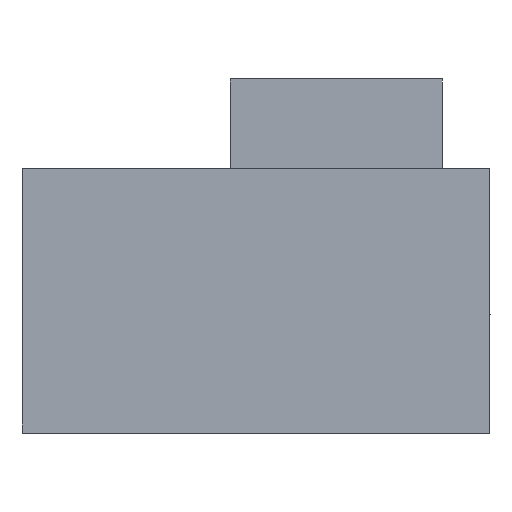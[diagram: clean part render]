
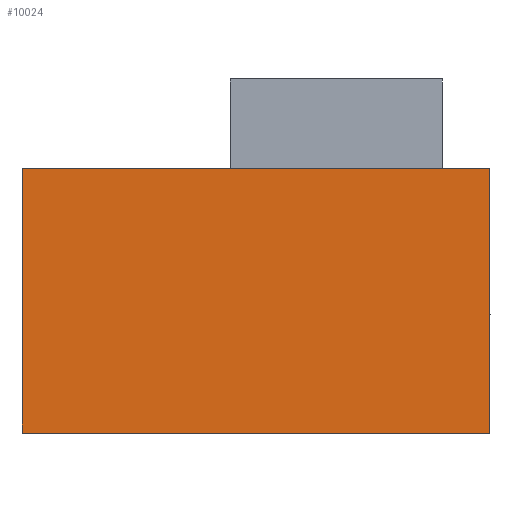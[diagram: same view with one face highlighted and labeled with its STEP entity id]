
A CAD part, front view. The second image highlights one B-rep face of the part: STEP entity #10024.
In plain terms, the highlighted planar face has unit normal (0, -1, 0).
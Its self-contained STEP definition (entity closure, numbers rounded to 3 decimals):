
#546=PLANE('',#10840);
#1048=FACE_OUTER_BOUND('',#1598,.T.);
#1598=EDGE_LOOP('',(#9175,#9176,#9177,#9178));
#2430=LINE('',#33767,#3450);
#2445=LINE('',#33797,#3465);
#2587=LINE('',#34103,#3607);
#2588=LINE('',#34104,#3608);
#3450=VECTOR('',#13036,10.);
#3465=VECTOR('',#13059,10.);
#3607=VECTOR('',#13319,10.);
#3608=VECTOR('',#13320,10.);
#4825=VERTEX_POINT('',#33764);
#4826=VERTEX_POINT('',#33766);
#4837=VERTEX_POINT('',#33796);
#4942=VERTEX_POINT('',#34102);
#6208=EDGE_CURVE('',#4825,#4826,#2430,.T.);
#6223=EDGE_CURVE('',#4826,#4837,#2445,.T.);
#6377=EDGE_CURVE('',#4942,#4825,#2587,.T.);
#6378=EDGE_CURVE('',#4942,#4837,#2588,.T.);
#9175=ORIENTED_EDGE('',*,*,#6208,.F.);
#9176=ORIENTED_EDGE('',*,*,#6377,.F.);
#9177=ORIENTED_EDGE('',*,*,#6378,.T.);
#9178=ORIENTED_EDGE('',*,*,#6223,.F.);
#10024=ADVANCED_FACE('',(#1048),#546,.T.);
#10840=AXIS2_PLACEMENT_3D('',#34101,#13317,#13318);
#13036=DIRECTION('',(-1.,0.,0.));
#13059=DIRECTION('',(0.,0.,1.));
#13317=DIRECTION('center_axis',(0.,-1.,0.));
#13318=DIRECTION('ref_axis',(0.,0.,-1.));
#13319=DIRECTION('',(0.,0.,-1.));
#13320=DIRECTION('',(-1.,0.,0.));
#33764=CARTESIAN_POINT('',(74.169,-50.911,-5.5));
#33766=CARTESIAN_POINT('',(-14.14,-50.911,-5.5));
#33767=CARTESIAN_POINT('',(33.584,-50.911,-5.5));
#33796=CARTESIAN_POINT('',(-14.14,-50.911,44.494));
#33797=CARTESIAN_POINT('',(-14.14,-50.911,26.995));
#34101=CARTESIAN_POINT('Origin',(-9.831,-50.911,34.494));
#34102=CARTESIAN_POINT('',(74.169,-50.911,44.494));
#34103=CARTESIAN_POINT('',(74.169,-50.911,-0.5));
#34104=CARTESIAN_POINT('',(-9.831,-50.911,44.494));
